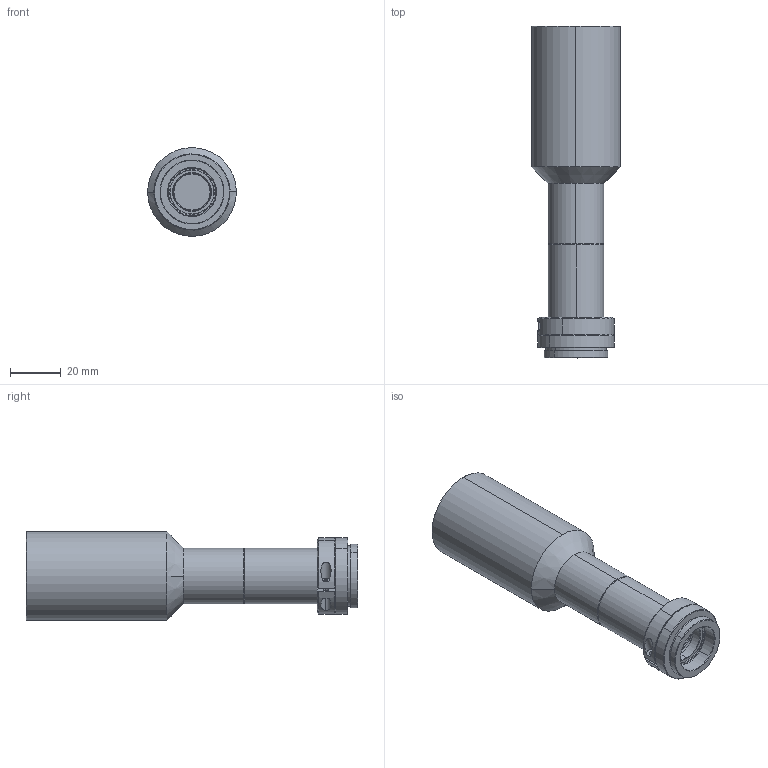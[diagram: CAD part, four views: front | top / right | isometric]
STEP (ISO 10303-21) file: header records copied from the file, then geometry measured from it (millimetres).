
FILE_DESCRIPTION (( 'STEP AP203' ), '1' );
FILE_NAME ('610048.STEP', '2021-08-09T05:44:05', ( '' ), ( '' ), 'SwSTEP 2.0', 'SolidWorks 2020', '' );
FILE_SCHEMA (( 'CONFIG_CONTROL_DESIGN' ));
Length unit declared in the file: millimetre
Products named in the file (1): 610048
Bounding box: 35 x 130.8 x 35 mm (x, y, z)
Volume: 75414.1 mm3; surface area: 19287.2 mm2
Topology: 3 solids, 3 shells, 196 faces, 443 edges, 268 vertices
Faces by surface type: cone 91, cylinder 75, plane 30
Entity records: 5664 total; most frequent: DIRECTION 1069, CARTESIAN_POINT 1019, ORIENTED_EDGE 886, AXIS2_PLACEMENT_3D 444, EDGE_CURVE 443, VERTEX_POINT 268, CIRCLE 247, EDGE_LOOP 217
